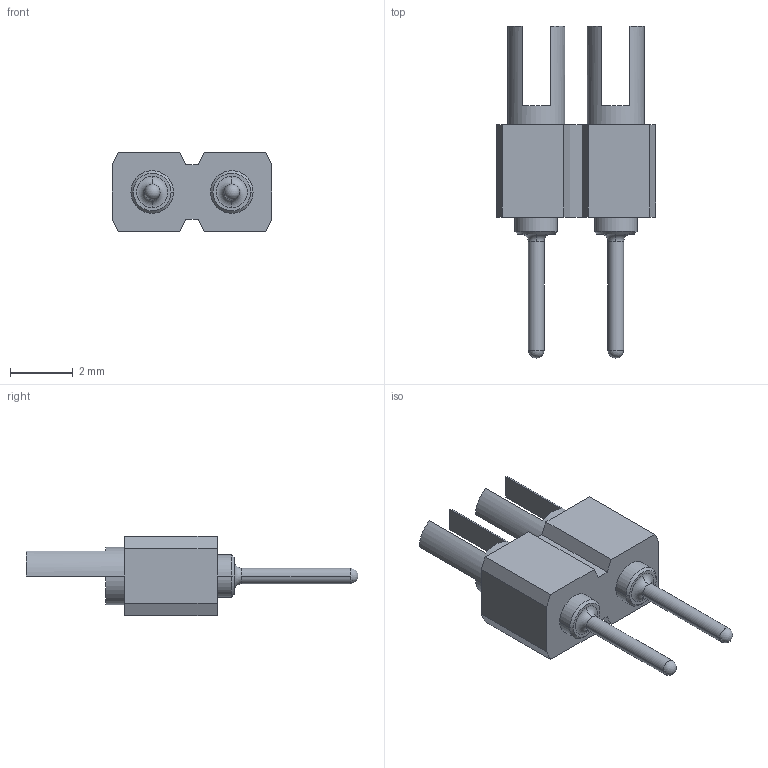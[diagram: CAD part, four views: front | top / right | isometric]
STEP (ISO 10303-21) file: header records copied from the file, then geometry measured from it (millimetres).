
FILE_DESCRIPTION(('STEP AP203'),'1');
FILE_NAME(' ',' ',('TraceParts'),('TraceParts S.A.'),'XStep 1.0',' ',' ');
FILE_SCHEMA(('CONFIG_CONTROL_DESIGN'));
Length unit declared in the file: millimetre
Products named in the file (1): 1
Bounding box: 5.08 x 10.6 x 2.54 mm (x, y, z)
Volume: 45.2 mm3; surface area: 116.4 mm2
Topology: 1 solids, 1 shells, 56 faces, 146 edges, 94 vertices
Faces by surface type: plane 34, cylinder 12, cone 4, torus 4, sphere 2
Entity records: 1744 total; most frequent: DIRECTION 306, CARTESIAN_POINT 293, ORIENTED_EDGE 284, EDGE_CURVE 142, AXIS2_PLACEMENT_3D 107, VERTEX_POINT 94, LINE 92, VECTOR 92
